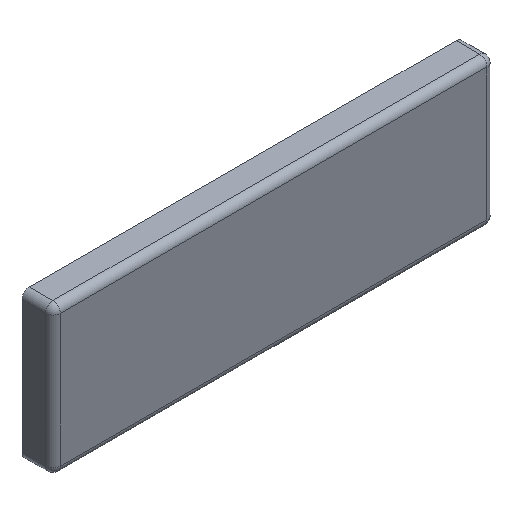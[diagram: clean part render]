
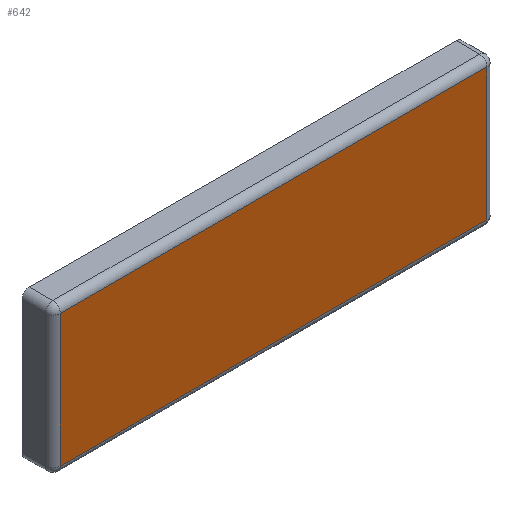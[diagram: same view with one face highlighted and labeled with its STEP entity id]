
A CAD part, isometric view. The second image highlights one B-rep face of the part: STEP entity #642.
In plain terms, the highlighted planar face has unit normal (0, -1, 0).
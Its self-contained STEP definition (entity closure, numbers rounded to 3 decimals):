
#26 = EDGE_CURVE ( 'NONE', #732, #179, #1202, .T. ) ;
#90 = VECTOR ( 'NONE', #326, 1000. ) ;
#145 = DIRECTION ( 'NONE',  ( 0., 1., 0. ) ) ;
#179 = VERTEX_POINT ( 'NONE', #1292 ) ;
#200 = VECTOR ( 'NONE', #1241, 1000. ) ;
#278 = VERTEX_POINT ( 'NONE', #901 ) ;
#318 = VERTEX_POINT ( 'NONE', #607 ) ;
#326 = DIRECTION ( 'NONE',  ( 0., 0., 1. ) ) ;
#333 = LINE ( 'NONE', #554, #90 ) ;
#347 = DIRECTION ( 'NONE',  ( -1., 0., 0. ) ) ;
#352 = CARTESIAN_POINT ( 'NONE',  ( -29., 0., 9. ) ) ;
#408 = EDGE_CURVE ( 'NONE', #278, #318, #333, .T. ) ;
#415 = LINE ( 'NONE', #738, #1196 ) ;
#438 = DIRECTION ( 'NONE',  ( 0., 0., 1. ) ) ;
#466 = ORIENTED_EDGE ( 'NONE', *, *, #1183, .T. ) ;
#550 = LINE ( 'NONE', #583, #1054 ) ;
#551 = CARTESIAN_POINT ( 'NONE',  ( 0., 0., 0. ) ) ;
#554 = CARTESIAN_POINT ( 'NONE',  ( 29., 0., 10. ) ) ;
#583 = CARTESIAN_POINT ( 'NONE',  ( 30., 0., -9. ) ) ;
#607 = CARTESIAN_POINT ( 'NONE',  ( 29., 0., 9. ) ) ;
#639 = EDGE_LOOP ( 'NONE', ( #466, #870, #1204, #665 ) ) ;
#642 = ADVANCED_FACE ( 'NONE', ( #1018 ), #863, .F. ) ;
#665 = ORIENTED_EDGE ( 'NONE', *, *, #26, .T. ) ;
#732 = VERTEX_POINT ( 'NONE', #352 ) ;
#738 = CARTESIAN_POINT ( 'NONE',  ( 0., 0., 9. ) ) ;
#863 = PLANE ( 'NONE',  #1146 ) ;
#870 = ORIENTED_EDGE ( 'NONE', *, *, #408, .T. ) ;
#901 = CARTESIAN_POINT ( 'NONE',  ( 29., 0., -9. ) ) ;
#947 = EDGE_CURVE ( 'NONE', #318, #732, #415, .T. ) ;
#1018 = FACE_OUTER_BOUND ( 'NONE', #639, .T. ) ;
#1054 = VECTOR ( 'NONE', #1094, 1000. ) ;
#1094 = DIRECTION ( 'NONE',  ( 1., 0., 0. ) ) ;
#1146 = AXIS2_PLACEMENT_3D ( 'NONE', #551, #145, #438 ) ;
#1183 = EDGE_CURVE ( 'NONE', #179, #278, #550, .T. ) ;
#1196 = VECTOR ( 'NONE', #347, 1000. ) ;
#1202 = LINE ( 'NONE', #1246, #200 ) ;
#1204 = ORIENTED_EDGE ( 'NONE', *, *, #947, .T. ) ;
#1241 = DIRECTION ( 'NONE',  ( 0., 0., -1. ) ) ;
#1246 = CARTESIAN_POINT ( 'NONE',  ( -29., 0., 0. ) ) ;
#1292 = CARTESIAN_POINT ( 'NONE',  ( -29., 0., -9. ) ) ;
